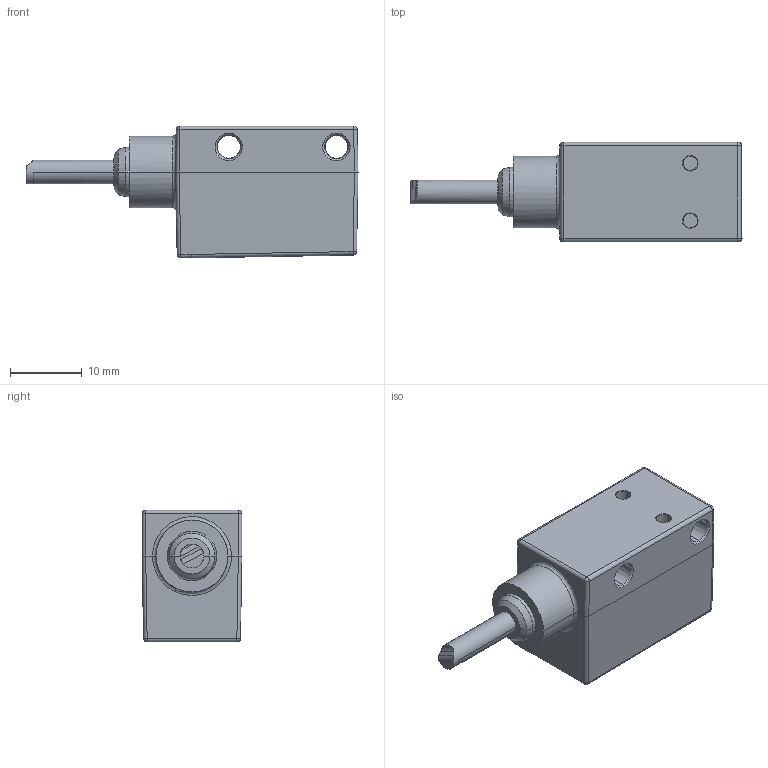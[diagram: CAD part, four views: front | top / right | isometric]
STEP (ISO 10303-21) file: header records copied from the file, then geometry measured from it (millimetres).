
FILE_DESCRIPTION((''),'2;1');
FILE_NAME('DB_CAD7037','2021-12-16T11:00:04',('tiniedziel'),(''),'CREO PARAMETRIC BY PTC INC, 2019292','CREO PARAMETRIC BY PTC INC, 2019292','');
FILE_SCHEMA(('CONFIG_CONTROL_DESIGN','SHAPE_APPEARANCE_LAYERS_GROUPS'));
Length unit declared in the file: millimetre
Products named in the file (1): DB_CAD7037
Bounding box: 46.25 x 13.9 x 18.37 mm (x, y, z)
Volume: 6718.5 mm3; surface area: 2946.8 mm2
Topology: 1 solids, 5 shells, 190 faces, 491 edges, 317 vertices
Faces by surface type: plane 95, cylinder 49, cone 36, sphere 8, bspline 1, torus 1
Entity records: 8144 total; most frequent: CARTESIAN_POINT 1364, ORIENTED_EDGE 940, DIRECTION 901, EDGE_CURVE 470, FILL_AREA_STYLE_COLOUR 352, FILL_AREA_STYLE 352, SURFACE_STYLE_FILL_AREA 352, SURFACE_SIDE_STYLE 352
